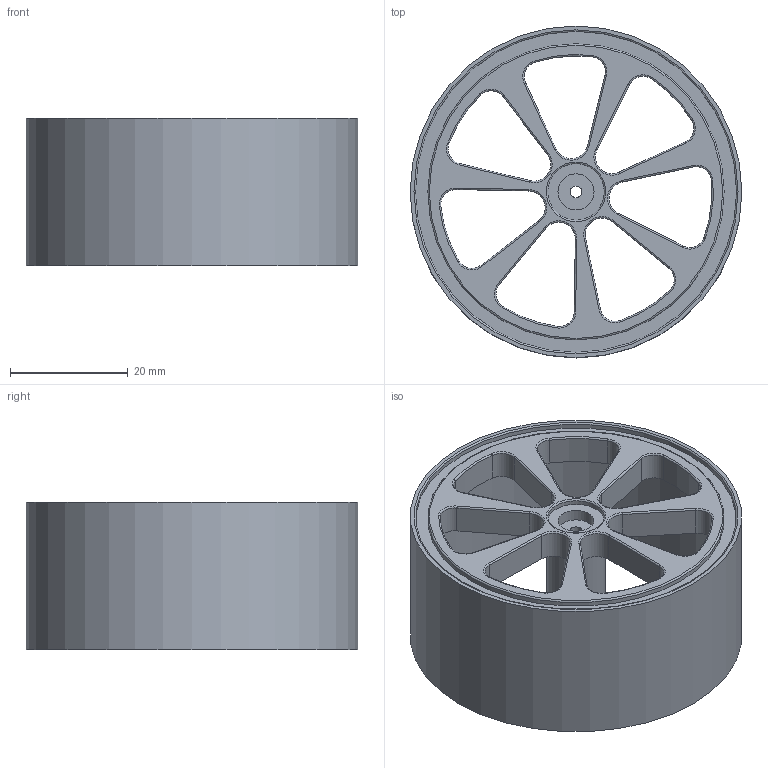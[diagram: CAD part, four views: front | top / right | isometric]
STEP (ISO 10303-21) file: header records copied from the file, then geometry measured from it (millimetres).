
FILE_DESCRIPTION(('CAx-IF Rec.Pracs.---Model Styling and Organization---1.5---2016-08-15','CAx-IF Rec.Pracs.---Geometric and Assembly Validation Properties---4.4---2016-08-17','CAx-IF Rec.Pracs.---User Defined Attributes---1.5---2016-08-15','CAx-IF Rec.Pracs.---External References---2.1---2005-01-19'),'2;1');
FILE_NAME('WheelFrame.stp','2020-01-04T15:51:50',('Unspecified'),('Unspecified'),'CAD Exchanger 3.7.1 (cadexchanger.com)','Unspecified','');
FILE_SCHEMA(('AUTOMOTIVE_DESIGN { 1 0 10303 214 1 1 1 1 }'));
Length unit declared in the file: millimetre
Products named in the file (1): WheelFrame
Bounding box: 56.38 x 56.38 x 25 mm (x, y, z)
Volume: 18228.5 mm3; surface area: 13220.2 mm2
Topology: 1 solids, 1 shells, 106 faces, 246 edges, 149 vertices
Faces by surface type: cylinder 51, torus 31, plane 24
Full cylindrical faces by diameter (mm): 2 x1, 6.123 x1, 9.601 x1, 10 x1, 50 x1, 50.339 x1, 54.569 x1, 56.38 x1
Entity records: 3929 total; most frequent: DIRECTION 596, CARTESIAN_POINT 525, ORIENTED_EDGE 492, AXIS2_PLACEMENT_3D 254, EDGE_CURVE 246, VERTEX_POINT 149, CIRCLE 147, FACE_BOUND 129
